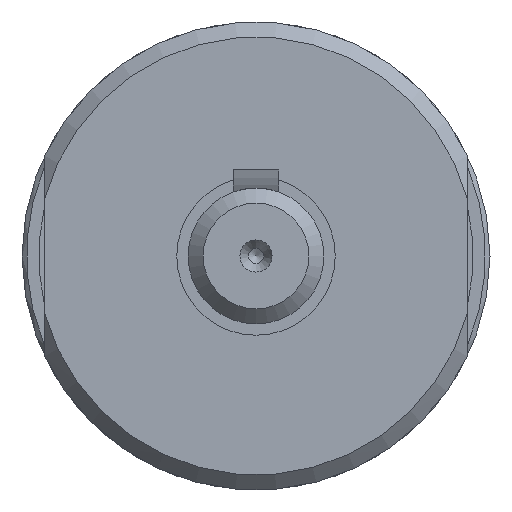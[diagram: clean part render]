
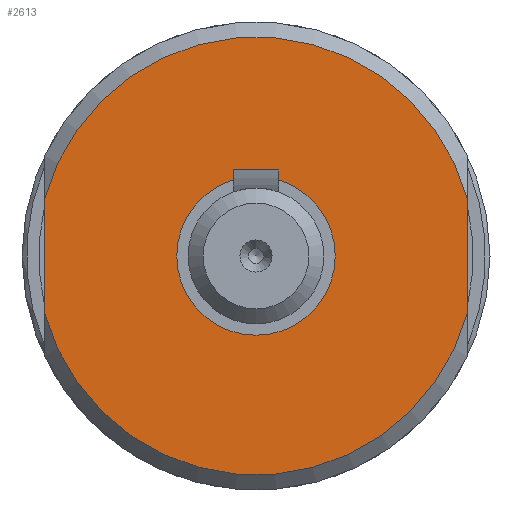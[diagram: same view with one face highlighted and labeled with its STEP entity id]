
A CAD part, left-side view. The second image highlights one B-rep face of the part: STEP entity #2613.
In plain terms, the highlighted planar face has unit normal (-1, 0, 0).
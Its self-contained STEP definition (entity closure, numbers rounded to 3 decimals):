
#63=FACE_BOUND('',#336,.T.);
#83=PLANE('',#2808);
#182=FACE_OUTER_BOUND('',#335,.T.);
#335=EDGE_LOOP('',(#1734,#1735,#1736,#1737));
#336=EDGE_LOOP('',(#1738,#1739));
#502=LINE('',#3847,#734);
#503=LINE('',#3851,#735);
#734=VECTOR('',#3102,10.);
#735=VECTOR('',#3105,10.);
#962=CIRCLE('',#2784,5.25);
#963=CIRCLE('',#2785,5.25);
#980=CIRCLE('',#2809,14.5);
#981=CIRCLE('',#2810,14.5);
#1077=VERTEX_POINT('',#3797);
#1078=VERTEX_POINT('',#3799);
#1095=VERTEX_POINT('',#3845);
#1096=VERTEX_POINT('',#3846);
#1097=VERTEX_POINT('',#3848);
#1098=VERTEX_POINT('',#3850);
#1326=EDGE_CURVE('',#1078,#1077,#962,.T.);
#1327=EDGE_CURVE('',#1077,#1078,#963,.T.);
#1348=EDGE_CURVE('',#1095,#1096,#502,.T.);
#1349=EDGE_CURVE('',#1097,#1096,#980,.T.);
#1350=EDGE_CURVE('',#1097,#1098,#503,.T.);
#1351=EDGE_CURVE('',#1095,#1098,#981,.T.);
#1734=ORIENTED_EDGE('',*,*,#1348,.T.);
#1735=ORIENTED_EDGE('',*,*,#1349,.F.);
#1736=ORIENTED_EDGE('',*,*,#1350,.T.);
#1737=ORIENTED_EDGE('',*,*,#1351,.F.);
#1738=ORIENTED_EDGE('',*,*,#1326,.T.);
#1739=ORIENTED_EDGE('',*,*,#1327,.T.);
#2613=ADVANCED_FACE('',(#182,#63),#83,.T.);
#2784=AXIS2_PLACEMENT_3D('',#3800,#3048,#3049);
#2785=AXIS2_PLACEMENT_3D('',#3801,#3050,#3051);
#2808=AXIS2_PLACEMENT_3D('',#3844,#3100,#3101);
#2809=AXIS2_PLACEMENT_3D('',#3849,#3103,#3104);
#2810=AXIS2_PLACEMENT_3D('',#3852,#3106,#3107);
#3048=DIRECTION('center_axis',(1.,0.,0.));
#3049=DIRECTION('ref_axis',(0.,0.,
-1.));
#3050=DIRECTION('center_axis',(1.,0.,0.));
#3051=DIRECTION('ref_axis',(0.,0.,
-1.));
#3100=DIRECTION('center_axis',(-1.,0.,0.));
#3101=DIRECTION('ref_axis',(0.,1.,0.));
#3102=DIRECTION('',(0.,0.,1.));
#3103=DIRECTION('center_axis',(1.,0.,0.));
#3104=DIRECTION('ref_axis',(0.,0.,
1.));
#3105=DIRECTION('',(0.,0.,-1.));
#3106=DIRECTION('center_axis',(1.,0.,0.));
#3107=DIRECTION('ref_axis',(0.,0.,
1.));
#3797=CARTESIAN_POINT('',(-94.9,0.,5.25));
#3799=CARTESIAN_POINT('',(-94.9,0.,-5.25));
#3800=CARTESIAN_POINT('Origin',(-94.9,0.,
0.));
#3801=CARTESIAN_POINT('Origin',(-94.9,0.,
0.));
#3844=CARTESIAN_POINT('Origin',(-94.9,0.,
-10.375));
#3845=CARTESIAN_POINT('',(-94.9,-14.,-3.775));
#3846=CARTESIAN_POINT('',(-94.9,-14.,3.775));
#3847=CARTESIAN_POINT('',(-94.9,-14.,1.954));
#3848=CARTESIAN_POINT('',(-94.9,14.,3.775));
#3849=CARTESIAN_POINT('Origin',(-94.9,0.,
0.));
#3850=CARTESIAN_POINT('',(-94.9,14.,-3.775));
#3851=CARTESIAN_POINT('',(-94.9,14.,-12.329));
#3852=CARTESIAN_POINT('Origin',(-94.9,0.,
0.));
